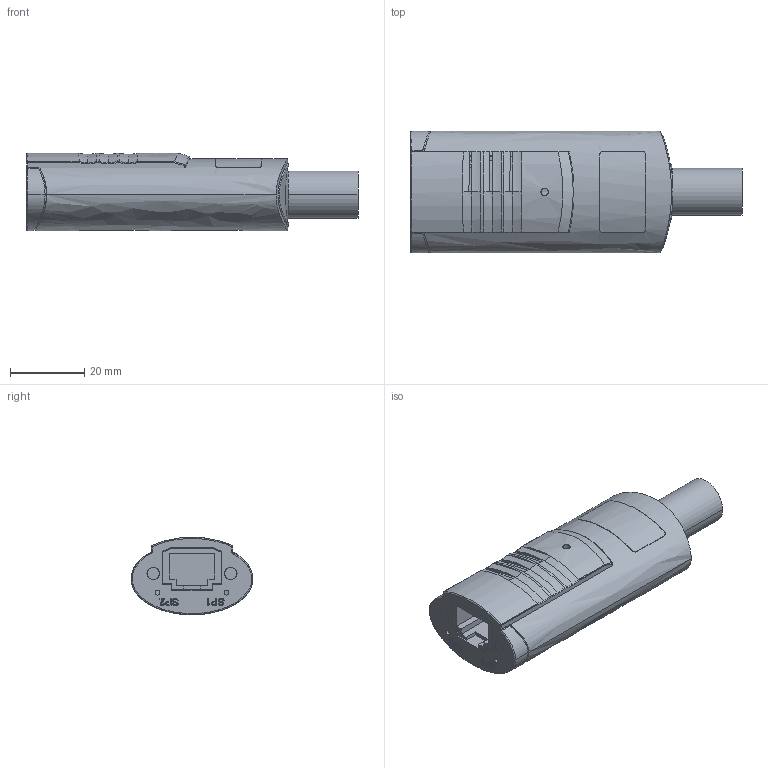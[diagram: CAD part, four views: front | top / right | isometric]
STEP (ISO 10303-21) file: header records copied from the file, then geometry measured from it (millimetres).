
FILE_DESCRIPTION((''),'2;1');
FILE_NAME('350-083.stp','2005-02-03T17:03:14',('BEM'),(''),'Autodesk Inventor 9','Autodesk Inventor 9','');
FILE_SCHEMA(('AUTOMOTIVE_DESIGN { 1 0 10303 214 1 1 1 1 }'));
Length unit declared in the file: millimetre
Products named in the file (1): 350-083
Bounding box: 89.5 x 32.8 x 20.9 mm (x, y, z)
Volume: 13006.9 mm3; surface area: 18551.3 mm2
Topology: 1 solids, 1 shells, 651 faces, 1884 edges, 1242 vertices
Faces by surface type: plane 262, bspline 190, cylinder 173, cone 20, sphere 4, torus 2
Entity records: 25732 total; most frequent: CARTESIAN_POINT 9792, ORIENTED_EDGE 3764, DIRECTION 2635, EDGE_CURVE 1882, VERTEX_POINT 1242, VECTOR 1047, LINE 1047, AXIS2_PLACEMENT_3D 794
